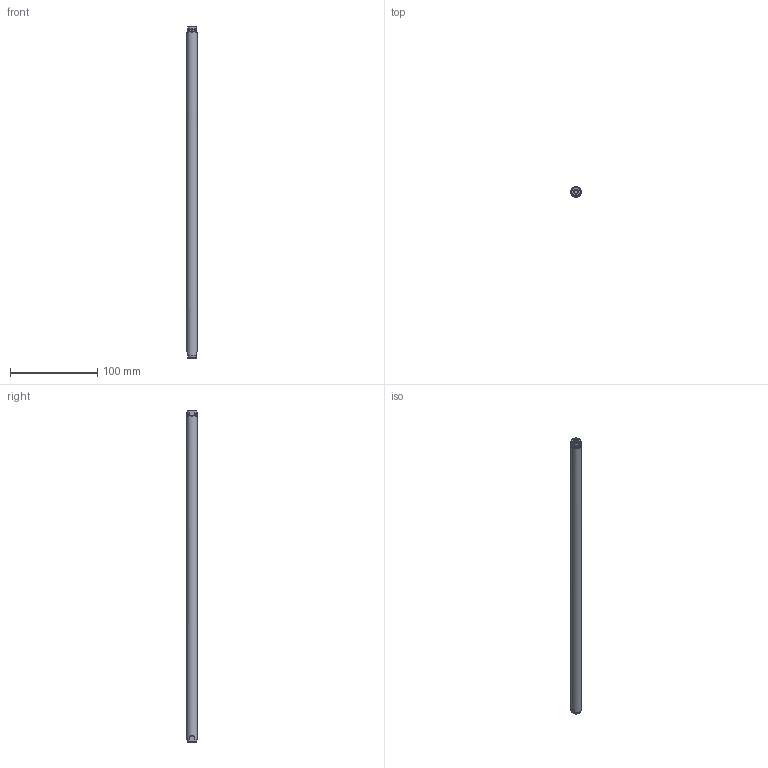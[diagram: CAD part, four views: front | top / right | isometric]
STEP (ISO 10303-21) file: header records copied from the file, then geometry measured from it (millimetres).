
FILE_DESCRIPTION (( 'STEP AP214' ), '1' );
FILE_NAME ('0186-0327_250922_PL02-12x380!340-HP.STEP', '2025-09-22T11:38:58', ( '' ), ( '' ), 'SwSTEP 2.0', 'SolidWorks 2025', '' );
FILE_SCHEMA (( 'AUTOMOTIVE_DESIGN' ));
Length unit declared in the file: millimetre
Products named in the file (1): 0186-0327_250922_PL02-12x380!340-HP
Bounding box: 12 x 12 x 380 mm (x, y, z)
Volume: 42381.3 mm3; surface area: 14897.8 mm2
Topology: 1 solids, 1 shells, 37 faces, 94 edges, 62 vertices
Faces by surface type: plane 19, cylinder 10, cone 6, torus 2
Full cylindrical faces by diameter (mm): 4.2 x2, 11.5 x1, 12 x1
Entity records: 1177 total; most frequent: CARTESIAN_POINT 334, DIRECTION 168, ORIENTED_EDGE 164, EDGE_CURVE 82, AXIS2_PLACEMENT_3D 68, VERTEX_POINT 58, EDGE_LOOP 48, FACE_OUTER_BOUND 43
